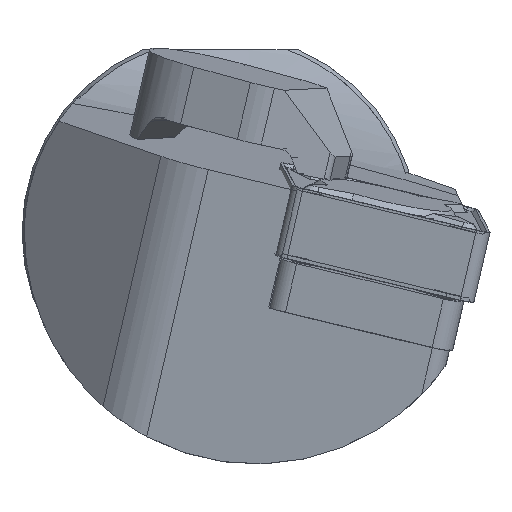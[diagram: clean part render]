
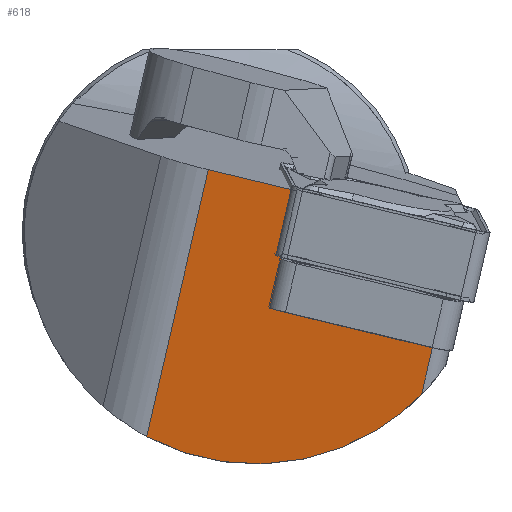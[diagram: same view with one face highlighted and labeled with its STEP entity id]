
A CAD part, left-side view. The second image highlights one B-rep face of the part: STEP entity #618.
In plain terms, the highlighted planar face has unit normal (-0.991, 0.106, -0.082).
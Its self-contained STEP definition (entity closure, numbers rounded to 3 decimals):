
#557=ELLIPSE('',#2644,14.734,14.6);
#618=ADVANCED_FACE('',(#805),#735,.F.);
#735=PLANE('',#2645);
#805=FACE_OUTER_BOUND('',#919,.T.);
#919=EDGE_LOOP('',(#1460,#1461,#1462,#1463,#1464,#1465,#1466));
#1040=LINE('',#3455,#1228);
#1046=LINE('',#3470,#1234);
#1058=LINE('',#3508,#1246);
#1059=LINE('',#3513,#1247);
#1063=LINE('',#3557,#1251);
#1064=LINE('',#3560,#1252);
#1228=VECTOR('',#2844,1.);
#1234=VECTOR('',#2856,1.);
#1246=VECTOR('',#2880,1.);
#1247=VECTOR('',#2885,1.);
#1251=VECTOR('',#2895,1.);
#1252=VECTOR('',#2898,1.);
#1460=ORIENTED_EDGE('',*,*,#2240,.F.);
#1461=ORIENTED_EDGE('',*,*,#2247,.F.);
#1462=ORIENTED_EDGE('',*,*,#2264,.F.);
#1463=ORIENTED_EDGE('',*,*,#2274,.F.);
#1464=ORIENTED_EDGE('',*,*,#2275,.T.);
#1465=ORIENTED_EDGE('',*,*,#2266,.T.);
#1466=ORIENTED_EDGE('',*,*,#2276,.F.);
#2034=VERTEX_POINT('',#3452);
#2035=VERTEX_POINT('',#3454);
#2041=VERTEX_POINT('',#3469);
#2055=VERTEX_POINT('',#3507);
#2056=VERTEX_POINT('',#3511);
#2058=VERTEX_POINT('',#3514);
#2063=VERTEX_POINT('',#3558);
#2240=EDGE_CURVE('',#2035,#2034,#1040,.T.);
#2247=EDGE_CURVE('',#2041,#2035,#1046,.T.);
#2264=EDGE_CURVE('',#2055,#2041,#1058,.T.);
#2266=EDGE_CURVE('',#2058,#2056,#1059,.T.);
#2274=EDGE_CURVE('',#2063,#2055,#1063,.T.);
#2275=EDGE_CURVE('',#2063,#2058,#557,.T.);
#2276=EDGE_CURVE('',#2034,#2056,#1064,.T.);
#2644=AXIS2_PLACEMENT_3D('',#3559,#2896,#2897);
#2645=AXIS2_PLACEMENT_3D('',#3561,#2899,#2900);
#2844=DIRECTION('',(-0.085,-0.969,-0.233));
#2856=DIRECTION('',(0.105,0.224,-0.969));
#2880=DIRECTION('',(-0.085,-0.969,-0.233));
#2885=DIRECTION('',(-0.105,-0.224,0.969));
#2895=DIRECTION('',(-0.105,-0.224,0.969));
#2896=DIRECTION('',(-0.991,0.106,-0.082));
#2897=DIRECTION('',(0.135,0.784,-0.606));
#2898=DIRECTION('',(-0.085,-0.969,-0.233));
#2899=DIRECTION('',(0.991,-0.106,0.082));
#2900=DIRECTION('',(0.107,0.994,0.));
#3452=CARTESIAN_POINT('',(2.514,-3.481,-4.879));
#3454=CARTESIAN_POINT('',(2.546,-3.114,-4.791));
#3455=CARTESIAN_POINT('',(1.649,-13.371,-7.256));
#3469=CARTESIAN_POINT('',(1.747,-4.823,2.613));
#3470=CARTESIAN_POINT('',(4.329,0.703,-21.322));
#3507=CARTESIAN_POINT('',(2.235,0.755,3.953));
#3508=CARTESIAN_POINT('',(0.85,-15.08,0.148));
#3511=CARTESIAN_POINT('',(1.649,-13.371,-7.256));
#3513=CARTESIAN_POINT('',(3.432,-9.554,-23.787));
#3514=CARTESIAN_POINT('',(1.967,-12.69,-10.206));
#3557=CARTESIAN_POINT('',(4.817,6.281,-19.982));
#3558=CARTESIAN_POINT('',(4.05,4.64,-12.872));
#3559=CARTESIAN_POINT('',(2.241,-2.25,0.));
#3560=CARTESIAN_POINT('',(1.649,-13.371,-7.256));
#3561=CARTESIAN_POINT('',(3.432,-9.554,-23.787));
